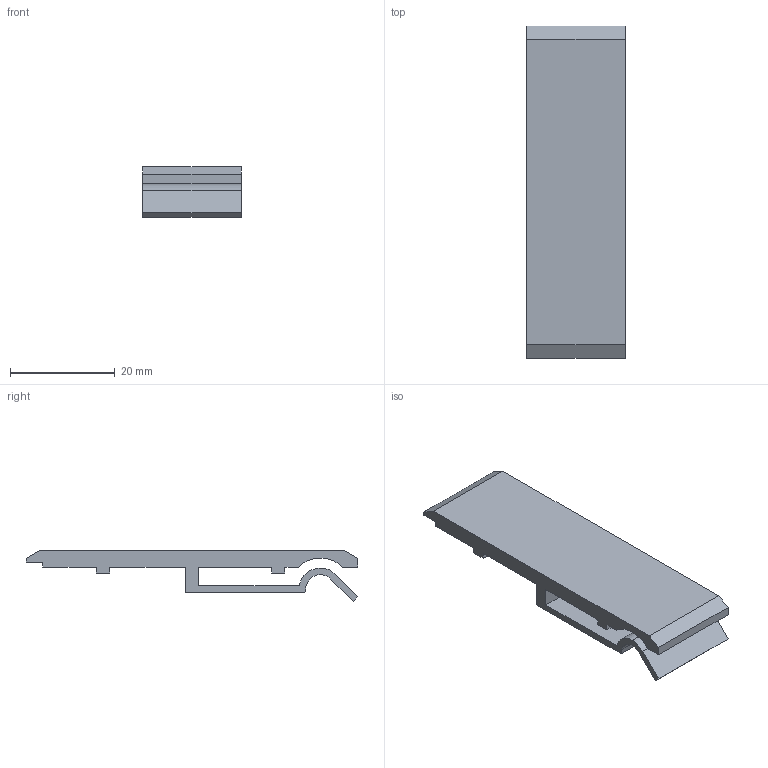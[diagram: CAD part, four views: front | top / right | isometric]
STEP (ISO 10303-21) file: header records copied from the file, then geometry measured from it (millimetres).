
FILE_DESCRIPTION (( 'STEP AP214' ), '1' );
FILE_NAME ('2004-193-E.STEP', '2019-01-25T20:27:07', ( '' ), ( '' ), 'SwSTEP 2.0', 'SolidWorks 2018', '' );
FILE_SCHEMA (( 'AUTOMOTIVE_DESIGN' ));
Length unit declared in the file: inch
Products named in the file (2): 2004-193-E
Bounding box: 18.8 x 63.5 x 9.74 mm (x, y, z)
Volume: 4623.2 mm3; surface area: 4518.7 mm2
Topology: 1 solids, 1 shells, 33 faces, 93 edges, 62 vertices
Faces by surface type: plane 28, cylinder 5
Entity records: 1177 total; most frequent: CARTESIAN_POINT 190, ORIENTED_EDGE 186, DIRECTION 173, EDGE_CURVE 93, VECTOR 83, LINE 83, VERTEX_POINT 62, AXIS2_PLACEMENT_3D 45
